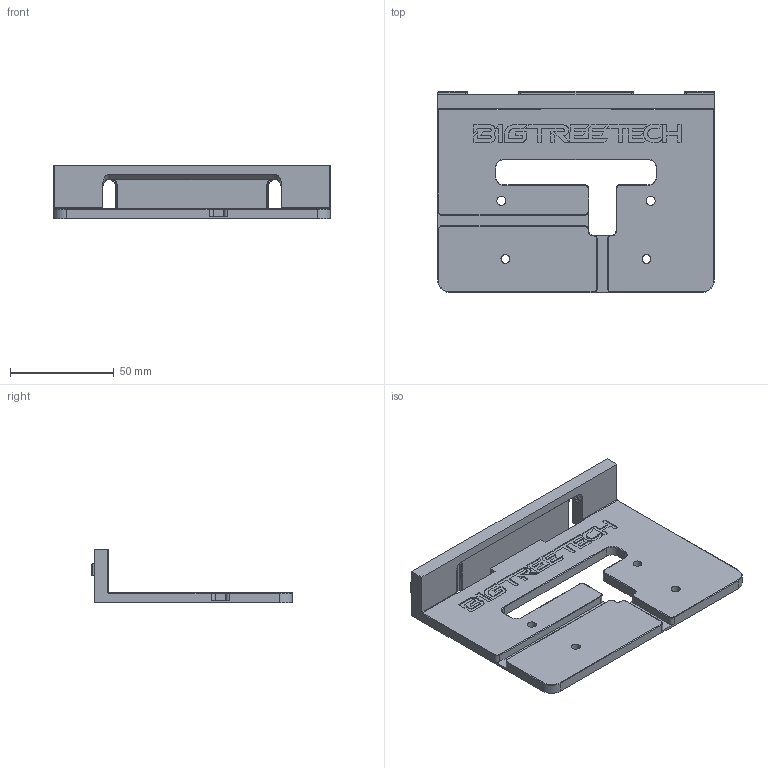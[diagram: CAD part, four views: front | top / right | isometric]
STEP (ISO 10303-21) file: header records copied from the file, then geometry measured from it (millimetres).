
FILE_DESCRIPTION (( 'STEP AP214' ), '1' );
FILE_NAME ('panda k back.STEP', '2024-04-03T09:39:57', ( 'Windows User' ), ( 'P R C' ), 'SwSTEP 2.0', 'SolidWorks 2023', '' );
FILE_SCHEMA (( 'AUTOMOTIVE_DESIGN' ));
Length unit declared in the file: millimetre
Products named in the file (1): panda k back
Bounding box: 133.31 x 96.81 x 26 mm (x, y, z)
Volume: 68778 mm3; surface area: 33979.2 mm2
Topology: 1 solids, 1 shells, 413 faces, 1122 edges, 710 vertices
Faces by surface type: plane 214, cylinder 87, bspline 71, torus 39, cone 2
Entity records: 14925 total; most frequent: CARTESIAN_POINT 4942, ORIENTED_EDGE 2236, DIRECTION 1858, EDGE_CURVE 1118, LINE 730, VECTOR 730, VERTEX_POINT 710, AXIS2_PLACEMENT_3D 564
